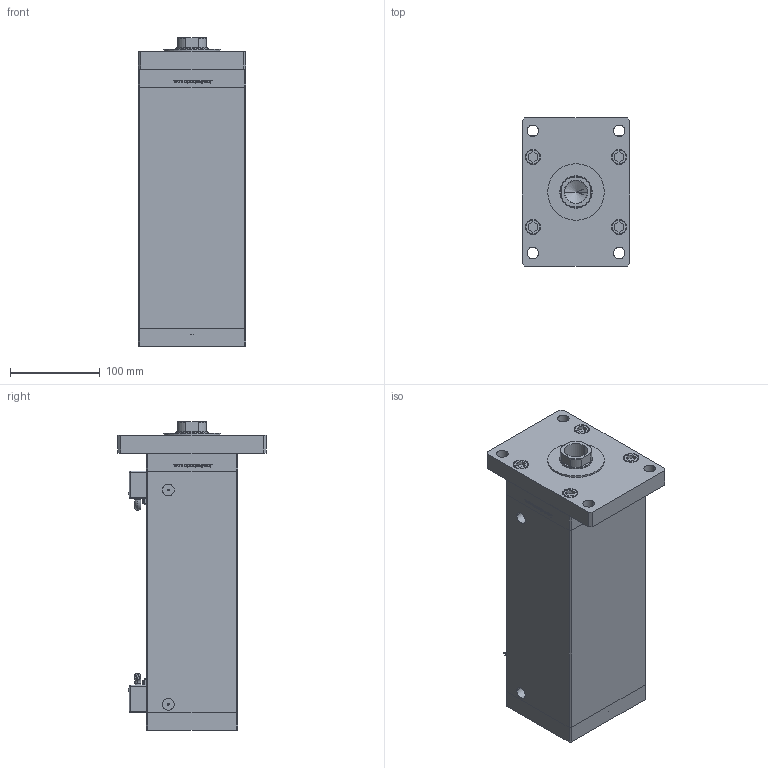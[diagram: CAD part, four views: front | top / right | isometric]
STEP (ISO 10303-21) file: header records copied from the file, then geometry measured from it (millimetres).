
FILE_DESCRIPTION (( 'STEP AP203' ), '1' );
FILE_NAME ('fe64.STEP', '2024-01-09T01:46:25', ( '' ), ( '' ), 'SwSTEP 2.0', 'SolidWorks 2019', '' );
FILE_SCHEMA (( 'CONFIG_CONTROL_DESIGN' ));
Length unit declared in the file: millimetre
Products named in the file (10): V220C_F_MIDDLE f3cbf38a28460932dff8a728a06c5524; DFA f3cbf38a28460932dff8a728a06c5524; V220C BACK_F f3cbf38a28460932dff8a728a06c5524; fe64; V220C_VC_F f3cbf38a28460932dff8a728a06c5524; V220C_FRONT_F f3cbf38a28460932dff8a728a06c5524; Magnetic_Switch_MSU4 f3cbf38a28460932dff8a728a06c5524; V220C_F f3cbf38a28460932dff8a728a06c5524; ALLEN BOLT f3cbf38a28460932dff8a728a06c5524; FEMALE_PART_FOR_DFA f3cbf38a28460932dff8a728a06c5524
Assembly tree (23 placements, depth 3):
  fe64
    V220C BACK_F f3cbf38a28460932dff8a728a06c5524
    V220C_F_MIDDLE f3cbf38a28460932dff8a728a06c5524
    V220C_FRONT_F f3cbf38a28460932dff8a728a06c5524
    V220C_F f3cbf38a28460932dff8a728a06c5524
    Magnetic_Switch_MSU4 f3cbf38a28460932dff8a728a06c5524  x2
    ALLEN BOLT f3cbf38a28460932dff8a728a06c5524  x14
    V220C_VC_F f3cbf38a28460932dff8a728a06c5524
    DFA f3cbf38a28460932dff8a728a06c5524
      FEMALE_PART_FOR_DFA f3cbf38a28460932dff8a728a06c5524
Bounding box: 120 x 165 x 343.5 mm (x, y, z)
Volume: 3697005.8 mm3; surface area: 438057.7 mm2
Topology: 22 solids, 24 shells, 1548 faces, 3801 edges, 2455 vertices
Faces by surface type: plane 607, bspline 484, cylinder 287, cone 78, torus 68, sphere 24
Entity records: 58022 total; most frequent: CARTESIAN_POINT 31247, ORIENTED_EDGE 5928, DIRECTION 3810, EDGE_CURVE 2964, VERTEX_POINT 1954, VECTOR 1524, LINE 1524, EDGE_LOOP 1360
